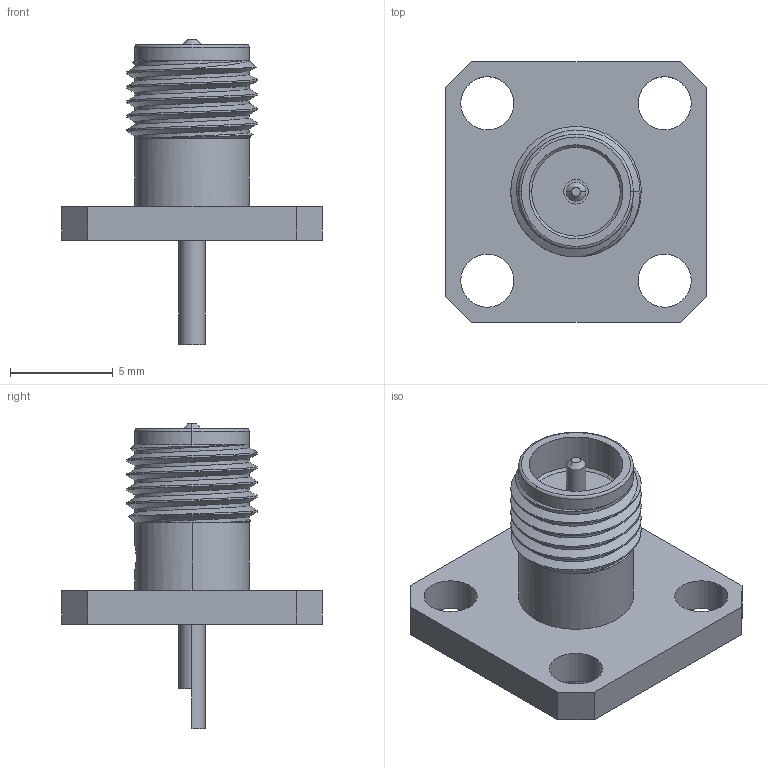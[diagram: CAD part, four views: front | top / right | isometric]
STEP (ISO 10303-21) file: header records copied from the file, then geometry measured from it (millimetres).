
FILE_DESCRIPTION (( 'STEP AP203' ), '1' );
FILE_NAME ('PE4866.step', '2019-09-09T14:12:27', ( '' ), ( '' ), 'SwSTEP 2.0', 'SolidWorks 2018', '' );
FILE_SCHEMA (( 'CONFIG_CONTROL_DESIGN' ));
Length unit declared in the file: inch
Products named in the file (1): PE4866
Bounding box: 12.7 x 12.7 x 14.86 mm (x, y, z)
Volume: 403.9 mm3; surface area: 645.6 mm2
Topology: 1 solids, 1 shells, 72 faces, 172 edges, 109 vertices
Faces by surface type: cylinder 34, plane 21, cone 12, bspline 3, torus 2
Entity records: 3255 total; most frequent: CARTESIAN_POINT 1550, ORIENTED_EDGE 344, DIRECTION 329, EDGE_CURVE 172, AXIS2_PLACEMENT_3D 127, VERTEX_POINT 109, EDGE_LOOP 87, LINE 75
